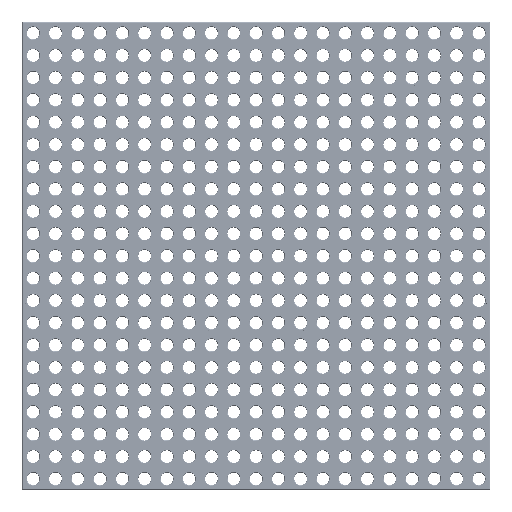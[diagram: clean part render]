
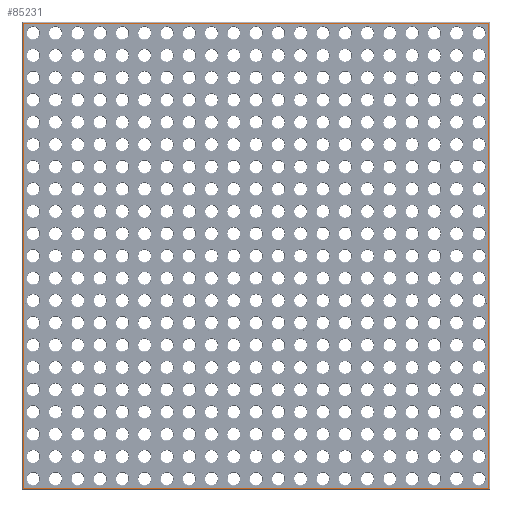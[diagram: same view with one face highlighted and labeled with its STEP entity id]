
A CAD part, top view. The second image highlights one B-rep face of the part: STEP entity #85231.
In plain terms, the highlighted planar face has unit normal (0, 0, 1).
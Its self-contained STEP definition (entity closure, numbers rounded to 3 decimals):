
#100 = PLANE('',#101);
#101 = AXIS2_PLACEMENT_3D('',#102,#103,#104);
#102 = CARTESIAN_POINT('',(-6.25,256.1,2.975));
#103 = DIRECTION('',(0.,0.707,0.707));
#104 = DIRECTION('',(-1.,0.,0.));
#14307 = PLANE('',#14308);
#14308 = AXIS2_PLACEMENT_3D('',#14309,#14310,#14311);
#14309 = CARTESIAN_POINT('',(256.1,256.25,2.975));
#14310 = DIRECTION('',(0.707,0.,0.707
    ));
#14311 = DIRECTION('',(0.,1.,0.));
#16589 = VERTEX_POINT('',#16590);
#16590 = CARTESIAN_POINT('',(-5.95,255.95,3.125));
#16604 = PLANE('',#16605);
#16605 = AXIS2_PLACEMENT_3D('',#16606,#16607,#16608);
#16606 = CARTESIAN_POINT('',(-6.1,-6.25,2.975));
#16607 = DIRECTION('',(-0.707,0.,
    0.707));
#16608 = DIRECTION('',(0.,-1.,0.));
#16618 = VERTEX_POINT('',#16619);
#16619 = CARTESIAN_POINT('',(255.95,255.95,3.125));
#16640 = EDGE_CURVE('',#16589,#16618,#16641,.T.);
#16641 = SURFACE_CURVE('',#16642,(#16646,#16653),.PCURVE_S1.);
#16642 = LINE('',#16643,#16644);
#16643 = CARTESIAN_POINT('',(-6.25,255.95,3.125));
#16644 = VECTOR('',#16645,1.);
#16645 = DIRECTION('',(1.,0.,0.));
#16646 = PCURVE('',#100,#16647);
#16647 = DEFINITIONAL_REPRESENTATION('',(#16648),#16652);
#16648 = LINE('',#16649,#16650);
#16649 = CARTESIAN_POINT('',(0.,0.212));
#16650 = VECTOR('',#16651,1.);
#16651 = DIRECTION('',(-1.,0.));
#16652 = ( GEOMETRIC_REPRESENTATION_CONTEXT(2) 
PARAMETRIC_REPRESENTATION_CONTEXT() REPRESENTATION_CONTEXT('2D SPACE',''
  ) );
#16653 = PCURVE('',#16654,#16659);
#16654 = PLANE('',#16655);
#16655 = AXIS2_PLACEMENT_3D('',#16656,#16657,#16658);
#16656 = CARTESIAN_POINT('',(125.,125.,3.125));
#16657 = DIRECTION('',(0.,0.,1.));
#16658 = DIRECTION('',(1.,0.,0.));
#16659 = DEFINITIONAL_REPRESENTATION('',(#16660),#16664);
#16660 = LINE('',#16661,#16662);
#16661 = CARTESIAN_POINT('',(-131.25,130.95));
#16662 = VECTOR('',#16663,1.);
#16663 = DIRECTION('',(1.,0.));
#16664 = ( GEOMETRIC_REPRESENTATION_CONTEXT(2) 
PARAMETRIC_REPRESENTATION_CONTEXT() REPRESENTATION_CONTEXT('2D SPACE',''
  ) );
#83183 = PLANE('',#83184);
#83184 = AXIS2_PLACEMENT_3D('',#83185,#83186,#83187);
#83185 = CARTESIAN_POINT('',(256.25,-6.1,2.975));
#83186 = DIRECTION('',(0.,-0.707,
    0.707));
#83187 = DIRECTION('',(-1.,0.,0.));
#85140 = VERTEX_POINT('',#85141);
#85141 = CARTESIAN_POINT('',(255.95,-5.95,3.125));
#85162 = EDGE_CURVE('',#16618,#85140,#85163,.T.);
#85163 = SURFACE_CURVE('',#85164,(#85168,#85175),.PCURVE_S1.);
#85164 = LINE('',#85165,#85166);
#85165 = CARTESIAN_POINT('',(255.95,256.25,3.125));
#85166 = VECTOR('',#85167,1.);
#85167 = DIRECTION('',(0.,-1.,0.));
#85168 = PCURVE('',#14307,#85169);
#85169 = DEFINITIONAL_REPRESENTATION('',(#85170),#85174);
#85170 = LINE('',#85171,#85172);
#85171 = CARTESIAN_POINT('',(0.,0.212));
#85172 = VECTOR('',#85173,1.);
#85173 = DIRECTION('',(-1.,0.));
#85174 = ( GEOMETRIC_REPRESENTATION_CONTEXT(2) 
PARAMETRIC_REPRESENTATION_CONTEXT() REPRESENTATION_CONTEXT('2D SPACE',''
  ) );
#85175 = PCURVE('',#16654,#85176);
#85176 = DEFINITIONAL_REPRESENTATION('',(#85177),#85181);
#85177 = LINE('',#85178,#85179);
#85178 = CARTESIAN_POINT('',(130.95,131.25));
#85179 = VECTOR('',#85180,1.);
#85180 = DIRECTION('',(0.,-1.));
#85181 = ( GEOMETRIC_REPRESENTATION_CONTEXT(2) 
PARAMETRIC_REPRESENTATION_CONTEXT() REPRESENTATION_CONTEXT('2D SPACE',''
  ) );
#85187 = VERTEX_POINT('',#85188);
#85188 = CARTESIAN_POINT('',(-5.95,-5.95,3.125));
#85211 = EDGE_CURVE('',#85187,#16589,#85212,.T.);
#85212 = SURFACE_CURVE('',#85213,(#85217,#85224),.PCURVE_S1.);
#85213 = LINE('',#85214,#85215);
#85214 = CARTESIAN_POINT('',(-5.95,-6.25,3.125));
#85215 = VECTOR('',#85216,1.);
#85216 = DIRECTION('',(0.,1.,0.));
#85217 = PCURVE('',#16604,#85218);
#85218 = DEFINITIONAL_REPRESENTATION('',(#85219),#85223);
#85219 = LINE('',#85220,#85221);
#85220 = CARTESIAN_POINT('',(0.,0.212));
#85221 = VECTOR('',#85222,1.);
#85222 = DIRECTION('',(-1.,0.));
#85223 = ( GEOMETRIC_REPRESENTATION_CONTEXT(2) 
PARAMETRIC_REPRESENTATION_CONTEXT() REPRESENTATION_CONTEXT('2D SPACE',''
  ) );
#85224 = PCURVE('',#16654,#85225);
#85225 = DEFINITIONAL_REPRESENTATION('',(#85226),#85230);
#85226 = LINE('',#85227,#85228);
#85227 = CARTESIAN_POINT('',(-130.95,-131.25));
#85228 = VECTOR('',#85229,1.);
#85229 = DIRECTION('',(0.,1.));
#85230 = ( GEOMETRIC_REPRESENTATION_CONTEXT(2) 
PARAMETRIC_REPRESENTATION_CONTEXT() REPRESENTATION_CONTEXT('2D SPACE',''
  ) );
#85231 = ADVANCED_FACE('',(#85232,#85258),#16654,.T.);
#85232 = FACE_BOUND('',#85233,.T.);
#85233 = EDGE_LOOP('',(#85234,#85255,#85256,#85257));
#85234 = ORIENTED_EDGE('',*,*,#85235,.F.);
#85235 = EDGE_CURVE('',#85140,#85187,#85236,.T.);
#85236 = SURFACE_CURVE('',#85237,(#85241,#85248),.PCURVE_S1.);
#85237 = LINE('',#85238,#85239);
#85238 = CARTESIAN_POINT('',(256.25,-5.95,3.125));
#85239 = VECTOR('',#85240,1.);
#85240 = DIRECTION('',(-1.,0.,0.));
#85241 = PCURVE('',#16654,#85242);
#85242 = DEFINITIONAL_REPRESENTATION('',(#85243),#85247);
#85243 = LINE('',#85244,#85245);
#85244 = CARTESIAN_POINT('',(131.25,-130.95));
#85245 = VECTOR('',#85246,1.);
#85246 = DIRECTION('',(-1.,0.));
#85247 = ( GEOMETRIC_REPRESENTATION_CONTEXT(2) 
PARAMETRIC_REPRESENTATION_CONTEXT() REPRESENTATION_CONTEXT('2D SPACE',''
  ) );
#85248 = PCURVE('',#83183,#85249);
#85249 = DEFINITIONAL_REPRESENTATION('',(#85250),#85254);
#85250 = LINE('',#85251,#85252);
#85251 = CARTESIAN_POINT('',(0.,-0.212));
#85252 = VECTOR('',#85253,1.);
#85253 = DIRECTION('',(1.,0.));
#85254 = ( GEOMETRIC_REPRESENTATION_CONTEXT(2) 
PARAMETRIC_REPRESENTATION_CONTEXT() REPRESENTATION_CONTEXT('2D SPACE',''
  ) );
#85255 = ORIENTED_EDGE('',*,*,#85162,.F.);
#85256 = ORIENTED_EDGE('',*,*,#16640,.F.);
#85257 = ORIENTED_EDGE('',*,*,#85211,.F.);
#85258 = FACE_BOUND('',#85259,.T.);
#85259 = EDGE_LOOP('',(#85260,#85290,#85318,#85346));
#85260 = ORIENTED_EDGE('',*,*,#85261,.T.);
#85261 = EDGE_CURVE('',#85262,#85264,#85266,.T.);
#85262 = VERTEX_POINT('',#85263);
#85263 = CARTESIAN_POINT('',(-5.15,-5.15,3.125));
#85264 = VERTEX_POINT('',#85265);
#85265 = CARTESIAN_POINT('',(-5.15,255.15,3.125));
#85266 = SURFACE_CURVE('',#85267,(#85271,#85278),.PCURVE_S1.);
#85267 = LINE('',#85268,#85269);
#85268 = CARTESIAN_POINT('',(-5.15,-5.15,3.125));
#85269 = VECTOR('',#85270,1.);
#85270 = DIRECTION('',(0.,1.,0.));
#85271 = PCURVE('',#16654,#85272);
#85272 = DEFINITIONAL_REPRESENTATION('',(#85273),#85277);
#85273 = LINE('',#85274,#85275);
#85274 = CARTESIAN_POINT('',(-130.15,-130.15));
#85275 = VECTOR('',#85276,1.);
#85276 = DIRECTION('',(0.,1.));
#85277 = ( GEOMETRIC_REPRESENTATION_CONTEXT(2) 
PARAMETRIC_REPRESENTATION_CONTEXT() REPRESENTATION_CONTEXT('2D SPACE',''
  ) );
#85278 = PCURVE('',#85279,#85284);
#85279 = PLANE('',#85280);
#85280 = AXIS2_PLACEMENT_3D('',#85281,#85282,#85283);
#85281 = CARTESIAN_POINT('',(-5.15,-5.15,3.125));
#85282 = DIRECTION('',(1.,0.,0.));
#85283 = DIRECTION('',(0.,1.,0.));
#85284 = DEFINITIONAL_REPRESENTATION('',(#85285),#85289);
#85285 = LINE('',#85286,#85287);
#85286 = CARTESIAN_POINT('',(0.,0.));
#85287 = VECTOR('',#85288,1.);
#85288 = DIRECTION('',(1.,0.));
#85289 = ( GEOMETRIC_REPRESENTATION_CONTEXT(2) 
PARAMETRIC_REPRESENTATION_CONTEXT() REPRESENTATION_CONTEXT('2D SPACE',''
  ) );
#85290 = ORIENTED_EDGE('',*,*,#85291,.T.);
#85291 = EDGE_CURVE('',#85264,#85292,#85294,.T.);
#85292 = VERTEX_POINT('',#85293);
#85293 = CARTESIAN_POINT('',(255.15,255.15,3.125));
#85294 = SURFACE_CURVE('',#85295,(#85299,#85306),.PCURVE_S1.);
#85295 = LINE('',#85296,#85297);
#85296 = CARTESIAN_POINT('',(-5.15,255.15,3.125));
#85297 = VECTOR('',#85298,1.);
#85298 = DIRECTION('',(1.,0.,0.));
#85299 = PCURVE('',#16654,#85300);
#85300 = DEFINITIONAL_REPRESENTATION('',(#85301),#85305);
#85301 = LINE('',#85302,#85303);
#85302 = CARTESIAN_POINT('',(-130.15,130.15));
#85303 = VECTOR('',#85304,1.);
#85304 = DIRECTION('',(1.,0.));
#85305 = ( GEOMETRIC_REPRESENTATION_CONTEXT(2) 
PARAMETRIC_REPRESENTATION_CONTEXT() REPRESENTATION_CONTEXT('2D SPACE',''
  ) );
#85306 = PCURVE('',#85307,#85312);
#85307 = PLANE('',#85308);
#85308 = AXIS2_PLACEMENT_3D('',#85309,#85310,#85311);
#85309 = CARTESIAN_POINT('',(-5.15,255.15,3.125));
#85310 = DIRECTION('',(0.,-1.,0.));
#85311 = DIRECTION('',(1.,0.,0.));
#85312 = DEFINITIONAL_REPRESENTATION('',(#85313),#85317);
#85313 = LINE('',#85314,#85315);
#85314 = CARTESIAN_POINT('',(0.,0.));
#85315 = VECTOR('',#85316,1.);
#85316 = DIRECTION('',(1.,0.));
#85317 = ( GEOMETRIC_REPRESENTATION_CONTEXT(2) 
PARAMETRIC_REPRESENTATION_CONTEXT() REPRESENTATION_CONTEXT('2D SPACE',''
  ) );
#85318 = ORIENTED_EDGE('',*,*,#85319,.T.);
#85319 = EDGE_CURVE('',#85292,#85320,#85322,.T.);
#85320 = VERTEX_POINT('',#85321);
#85321 = CARTESIAN_POINT('',(255.15,-5.15,3.125));
#85322 = SURFACE_CURVE('',#85323,(#85327,#85334),.PCURVE_S1.);
#85323 = LINE('',#85324,#85325);
#85324 = CARTESIAN_POINT('',(255.15,255.15,3.125));
#85325 = VECTOR('',#85326,1.);
#85326 = DIRECTION('',(0.,-1.,0.));
#85327 = PCURVE('',#16654,#85328);
#85328 = DEFINITIONAL_REPRESENTATION('',(#85329),#85333);
#85329 = LINE('',#85330,#85331);
#85330 = CARTESIAN_POINT('',(130.15,130.15));
#85331 = VECTOR('',#85332,1.);
#85332 = DIRECTION('',(0.,-1.));
#85333 = ( GEOMETRIC_REPRESENTATION_CONTEXT(2) 
PARAMETRIC_REPRESENTATION_CONTEXT() REPRESENTATION_CONTEXT('2D SPACE',''
  ) );
#85334 = PCURVE('',#85335,#85340);
#85335 = PLANE('',#85336);
#85336 = AXIS2_PLACEMENT_3D('',#85337,#85338,#85339);
#85337 = CARTESIAN_POINT('',(255.15,255.15,3.125));
#85338 = DIRECTION('',(-1.,0.,0.));
#85339 = DIRECTION('',(0.,-1.,0.));
#85340 = DEFINITIONAL_REPRESENTATION('',(#85341),#85345);
#85341 = LINE('',#85342,#85343);
#85342 = CARTESIAN_POINT('',(0.,0.));
#85343 = VECTOR('',#85344,1.);
#85344 = DIRECTION('',(1.,0.));
#85345 = ( GEOMETRIC_REPRESENTATION_CONTEXT(2) 
PARAMETRIC_REPRESENTATION_CONTEXT() REPRESENTATION_CONTEXT('2D SPACE',''
  ) );
#85346 = ORIENTED_EDGE('',*,*,#85347,.T.);
#85347 = EDGE_CURVE('',#85320,#85262,#85348,.T.);
#85348 = SURFACE_CURVE('',#85349,(#85353,#85360),.PCURVE_S1.);
#85349 = LINE('',#85350,#85351);
#85350 = CARTESIAN_POINT('',(255.15,-5.15,3.125));
#85351 = VECTOR('',#85352,1.);
#85352 = DIRECTION('',(-1.,0.,0.));
#85353 = PCURVE('',#16654,#85354);
#85354 = DEFINITIONAL_REPRESENTATION('',(#85355),#85359);
#85355 = LINE('',#85356,#85357);
#85356 = CARTESIAN_POINT('',(130.15,-130.15));
#85357 = VECTOR('',#85358,1.);
#85358 = DIRECTION('',(-1.,0.));
#85359 = ( GEOMETRIC_REPRESENTATION_CONTEXT(2) 
PARAMETRIC_REPRESENTATION_CONTEXT() REPRESENTATION_CONTEXT('2D SPACE',''
  ) );
#85360 = PCURVE('',#85361,#85366);
#85361 = PLANE('',#85362);
#85362 = AXIS2_PLACEMENT_3D('',#85363,#85364,#85365);
#85363 = CARTESIAN_POINT('',(255.15,-5.15,3.125));
#85364 = DIRECTION('',(0.,1.,0.));
#85365 = DIRECTION('',(-1.,0.,0.));
#85366 = DEFINITIONAL_REPRESENTATION('',(#85367),#85371);
#85367 = LINE('',#85368,#85369);
#85368 = CARTESIAN_POINT('',(0.,0.));
#85369 = VECTOR('',#85370,1.);
#85370 = DIRECTION('',(1.,0.));
#85371 = ( GEOMETRIC_REPRESENTATION_CONTEXT(2) 
PARAMETRIC_REPRESENTATION_CONTEXT() REPRESENTATION_CONTEXT('2D SPACE',''
  ) );
